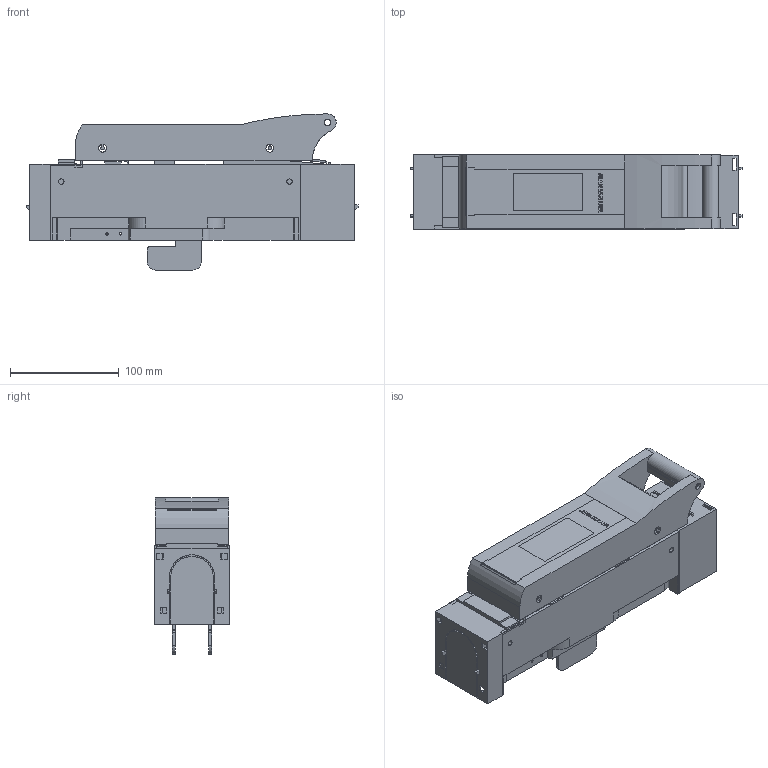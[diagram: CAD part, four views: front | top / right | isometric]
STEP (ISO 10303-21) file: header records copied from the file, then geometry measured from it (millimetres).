
FILE_DESCRIPTION(('CATIA V5 STEP'),'2;1');
FILE_NAME('T0631_02_L_KETO-1-1_SK_Ao.stp','2015-08-19T12:18:05+00:00',('none'),('Jean Müller GmbH'),'CATIA Version 5 Release 19 SP 9 (IN-10)','CATIA V5 STEP AP214','none');
FILE_SCHEMA(('AUTOMOTIVE_DESIGN { 1 0 10303 214 1 1 1 1 }'));
Length unit declared in the file: millimetre
Products named in the file (16): T0631_02_L_KETO-1-1/SK/Ao; 34220_01_L_Gehaeuse Gr.1_KETO-1-1/SK; 802977_L_Klemmbuegel SK123-T/L/SL; 158226_Klemmbuegel; 60185_L_Setzmutter M12; 60571_Sond-Gwd-Stift-DIN915-M12x15,4; 61208_L_Scheibe; 34201_L_Frontplatte Gr1_1-polig; 34208_L01_Scheibe Gr1; 34221_L01_Schutzabdeckung oben Gr1_1-polig; 34222_L_Schutzabdeckung unten Gr1_1-polig; 66903_Spannscheibe DIN6796 -10; 65746_Sechskantschraube M10x25; 158634_L_Anschlusslasche Gr1; 158638_01_L_Anschlussschiene SK- KETO-1-1; 158633_L_NH-Kontakt Gr.1
Assembly tree (16 placements, depth 3):
  T0631_02_L_KETO-1-1/SK/Ao
    34220_01_L_Gehaeuse Gr.1_KETO-1-1/SK
    802977_L_Klemmbuegel SK123-T/L/SL
      158226_Klemmbuegel
      60185_L_Setzmutter M12
      60571_Sond-Gwd-Stift-DIN915-M12x15,4
      61208_L_Scheibe
    34201_L_Frontplatte Gr1_1-polig
    34208_L01_Scheibe Gr1
    34221_L01_Schutzabdeckung oben Gr1_1-polig
    34222_L_Schutzabdeckung unten Gr1_1-polig
    66903_Spannscheibe DIN6796 -10
    65746_Sechskantschraube M10x25
    158634_L_Anschlusslasche Gr1
    158638_01_L_Anschlussschiene SK- KETO-1-1
    158633_L_NH-Kontakt Gr.1  x2
Bounding box: 305.57 x 68.5 x 143.8 mm (x, y, z)
Volume: 821826 mm3; surface area: 346189.8 mm2
Topology: 15 solids, 15 shells, 1186 faces, 3544 edges, 2364 vertices
Faces by surface type: plane 941, cylinder 205, cone 34, extrusion 4, torus 2
Entity records: 37177 total; most frequent: CARTESIAN_POINT 6892, ORIENTED_EDGE 6868, DIRECTION 4997, EDGE_CURVE 3434, VECTOR 2873, LINE 2869, VERTEX_POINT 2292, AXIS2_PLACEMENT_3D 1304
